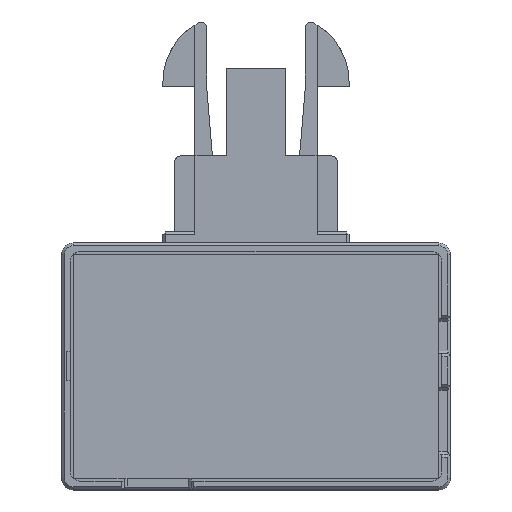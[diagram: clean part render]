
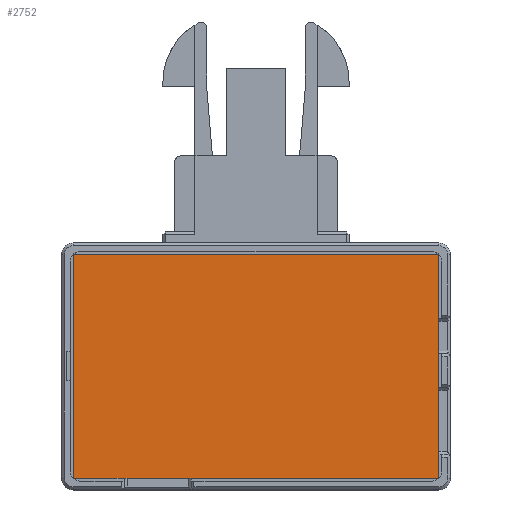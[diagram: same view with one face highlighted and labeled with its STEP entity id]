
A CAD part, top view. The second image highlights one B-rep face of the part: STEP entity #2752.
In plain terms, the highlighted planar face has unit normal (0, 0, 1).
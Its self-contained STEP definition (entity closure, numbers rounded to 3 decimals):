
#224=FACE_OUTER_BOUND('',#370,.T.);
#370=EDGE_LOOP('',(#2479,#2480,#2481,#2482));
#707=LINE('',#4428,#1058);
#718=LINE('',#4450,#1069);
#719=LINE('',#4453,#1070);
#721=LINE('',#4456,#1072);
#1058=VECTOR('',#3639,10.);
#1069=VECTOR('',#3666,10.);
#1070=VECTOR('',#3669,10.);
#1072=VECTOR('',#3673,10.);
#1310=VERTEX_POINT('',#4425);
#1311=VERTEX_POINT('',#4427);
#1314=VERTEX_POINT('',#4448);
#1315=VERTEX_POINT('',#4452);
#1690=EDGE_CURVE('',#1310,#1311,#707,.T.);
#1701=EDGE_CURVE('',#1314,#1310,#718,.T.);
#1702=EDGE_CURVE('',#1311,#1315,#719,.T.);
#1704=EDGE_CURVE('',#1315,#1314,#721,.T.);
#2479=ORIENTED_EDGE('',*,*,#1704,.F.);
#2480=ORIENTED_EDGE('',*,*,#1702,.F.);
#2481=ORIENTED_EDGE('',*,*,#1690,.F.);
#2482=ORIENTED_EDGE('',*,*,#1701,.F.);
#2606=PLANE('',#2951);
#2752=ADVANCED_FACE('',(#224),#2606,.F.);
#2951=AXIS2_PLACEMENT_3D('',#4457,#3674,#3675);
#3639=DIRECTION('',(-1.,0.,0.));
#3666=DIRECTION('',(0.,-1.,0.));
#3669=DIRECTION('',(0.,1.,0.));
#3673=DIRECTION('',(1.,0.,0.));
#3674=DIRECTION('center_axis',(0.,0.,-1.));
#3675=DIRECTION('ref_axis',(-1.,0.,0.));
#4425=CARTESIAN_POINT('',(134.6,-19.2,1.6));
#4427=CARTESIAN_POINT('',(71.8,-19.2,1.6));
#4428=CARTESIAN_POINT('',(134.6,-19.2,1.6));
#4448=CARTESIAN_POINT('',(134.6,19.2,1.6));
#4450=CARTESIAN_POINT('',(134.6,19.2,1.6));
#4452=CARTESIAN_POINT('',(71.8,19.2,1.6));
#4453=CARTESIAN_POINT('',(71.8,-19.2,1.6));
#4456=CARTESIAN_POINT('',(71.8,19.2,1.6));
#4457=CARTESIAN_POINT('Origin',(103.2,0.,1.6));
